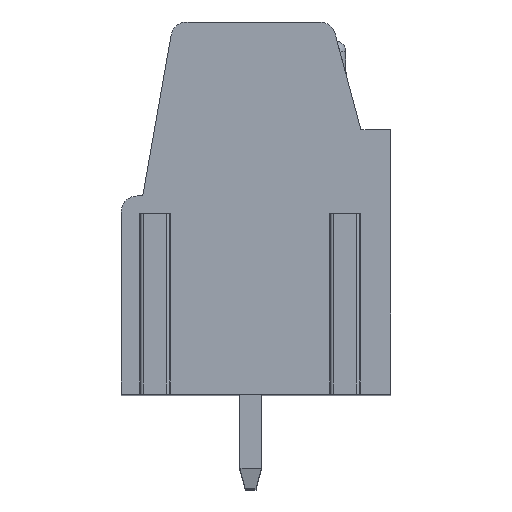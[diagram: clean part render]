
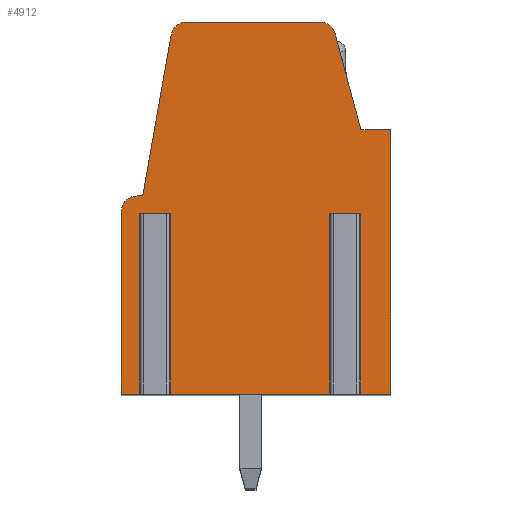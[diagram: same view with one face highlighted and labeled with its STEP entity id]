
A CAD part, top view. The second image highlights one B-rep face of the part: STEP entity #4912.
In plain terms, the highlighted planar face has unit normal (0, 0, 1).
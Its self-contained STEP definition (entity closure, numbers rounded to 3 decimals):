
#13=DIRECTION('',(-1.,0.,0.));
#14=VECTOR('',#13,0.62);
#15=CARTESIAN_POINT('',(3.61,-0.65,33.02));
#16=LINE('',#15,#14);
#17=DIRECTION('',(0.,1.,0.));
#18=VECTOR('',#17,6.7);
#19=CARTESIAN_POINT('',(2.99,-7.35,33.02));
#20=LINE('',#19,#18);
#21=DIRECTION('',(1.,0.,0.));
#22=VECTOR('',#21,6.43);
#23=CARTESIAN_POINT('',(-3.44,-7.35,33.02));
#24=LINE('',#23,#22);
#25=DIRECTION('',(0.,1.,0.));
#26=VECTOR('',#25,6.7);
#27=CARTESIAN_POINT('',(-3.44,-7.35,33.02));
#28=LINE('',#27,#26);
#29=DIRECTION('',(-1.,0.,0.));
#30=VECTOR('',#29,0.62);
#31=CARTESIAN_POINT('',(-3.44,-0.65,33.02));
#32=LINE('',#31,#30);
#33=DIRECTION('',(0.,1.,0.));
#34=VECTOR('',#33,6.7);
#35=CARTESIAN_POINT('',(-4.06,-7.35,33.02));
#36=LINE('',#35,#34);
#37=DIRECTION('',(1.,0.,0.));
#38=VECTOR('',#37,0.94);
#39=CARTESIAN_POINT('',(-5.,-7.35,33.02));
#40=LINE('',#39,#38);
#41=DIRECTION('',(0.,-1.,0.));
#42=VECTOR('',#41,6.75);
#43=CARTESIAN_POINT('',(-5.,-0.6,33.02));
#44=LINE('',#43,#42);
#45=CARTESIAN_POINT('',(-4.4,-0.6,33.02));
#46=DIRECTION('',(0.,0.,1.));
#47=DIRECTION('',(0.,1.,0.));
#48=AXIS2_PLACEMENT_3D('',#45,#46,#47);
#50=DIRECTION('',(-1.,0.,0.));
#51=VECTOR('',#50,0.2);
#52=CARTESIAN_POINT('',(-4.2,0.,33.02));
#53=LINE('',#52,#51);
#54=DIRECTION('',(-0.174,-0.985,0.));
#55=VECTOR('',#54,6.046);
#56=CARTESIAN_POINT('',(-3.15,5.954,33.02));
#57=LINE('',#56,#55);
#58=CARTESIAN_POINT('',(-2.559,5.85,33.02));
#59=DIRECTION('',(0.,0.,1.));
#60=DIRECTION('',(0.,1.,0.));
#61=AXIS2_PLACEMENT_3D('',#58,#59,#60);
#63=DIRECTION('',(-1.,0.,0.));
#64=VECTOR('',#63,4.917);
#65=CARTESIAN_POINT('',(2.358,6.45,33.02));
#66=LINE('',#65,#64);
#67=CARTESIAN_POINT('',(2.358,5.85,33.02));
#68=DIRECTION('',(0.,0.,1.));
#69=DIRECTION('',(0.966,0.259,0.));
#70=AXIS2_PLACEMENT_3D('',#67,#68,#69);
#72=DIRECTION('',(-0.259,0.966,0.));
#73=VECTOR('',#72,3.681);
#74=CARTESIAN_POINT('',(3.89,2.45,33.02));
#75=LINE('',#74,#73);
#76=DIRECTION('',(-1.,0.,0.));
#77=VECTOR('',#76,1.11);
#78=CARTESIAN_POINT('',(5.,2.45,33.02));
#79=LINE('',#78,#77);
#80=DIRECTION('',(0.,1.,0.));
#81=VECTOR('',#80,9.8);
#82=CARTESIAN_POINT('',(5.,-7.35,33.02));
#83=LINE('',#82,#81);
#84=DIRECTION('',(1.,0.,0.));
#85=VECTOR('',#84,1.39);
#86=CARTESIAN_POINT('',(3.61,-7.35,33.02));
#87=LINE('',#86,#85);
#88=DIRECTION('',(0.,1.,0.));
#89=VECTOR('',#88,6.7);
#90=CARTESIAN_POINT('',(3.61,-7.35,33.02));
#91=LINE('',#90,#89);
#3857=CARTESIAN_POINT('',(-5.,-0.6,33.02));
#3858=CARTESIAN_POINT('',(-5.,-7.35,33.02));
#3859=VERTEX_POINT('',#3857);
#3860=VERTEX_POINT('',#3858);
#3861=CARTESIAN_POINT('',(5.,-7.35,33.02));
#3862=CARTESIAN_POINT('',(5.,2.45,33.02));
#3863=VERTEX_POINT('',#3861);
#3864=VERTEX_POINT('',#3862);
#3865=CARTESIAN_POINT('',(3.89,2.45,33.02));
#3866=VERTEX_POINT('',#3865);
#3867=CARTESIAN_POINT('',(2.937,6.005,33.02));
#3868=VERTEX_POINT('',#3867);
#3869=CARTESIAN_POINT('',(2.358,6.45,33.02));
#3870=VERTEX_POINT('',#3869);
#3871=CARTESIAN_POINT('',(-2.559,6.45,33.02));
#3872=VERTEX_POINT('',#3871);
#3873=CARTESIAN_POINT('',(-3.15,5.954,33.02));
#3874=VERTEX_POINT('',#3873);
#3875=CARTESIAN_POINT('',(-4.2,0.,33.02));
#3876=VERTEX_POINT('',#3875);
#3877=CARTESIAN_POINT('',(-4.4,0.,33.02));
#3878=VERTEX_POINT('',#3877);
#3997=CARTESIAN_POINT('',(3.61,-0.65,33.02));
#3998=CARTESIAN_POINT('',(2.99,-0.65,33.02));
#3999=VERTEX_POINT('',#3997);
#4000=VERTEX_POINT('',#3998);
#4001=CARTESIAN_POINT('',(-3.44,-0.65,33.02));
#4002=CARTESIAN_POINT('',(-4.06,-0.65,33.02));
#4003=VERTEX_POINT('',#4001);
#4004=VERTEX_POINT('',#4002);
#4005=CARTESIAN_POINT('',(-4.06,-7.35,33.02));
#4006=VERTEX_POINT('',#4005);
#4007=CARTESIAN_POINT('',(-3.44,-7.35,33.02));
#4008=VERTEX_POINT('',#4007);
#4009=CARTESIAN_POINT('',(3.61,-7.35,33.02));
#4010=VERTEX_POINT('',#4009);
#4011=CARTESIAN_POINT('',(2.99,-7.35,33.02));
#4012=VERTEX_POINT('',#4011);
#4867=CARTESIAN_POINT('',(0.,0.,33.02));
#4868=DIRECTION('',(0.,0.,1.));
#4869=DIRECTION('',(1.,0.,0.));
#4870=AXIS2_PLACEMENT_3D('',#4867,#4868,#4869);
#4871=PLANE('',#4870);
#4873=ORIENTED_EDGE('',*,*,#4872,.T.);
#4875=ORIENTED_EDGE('',*,*,#4874,.F.);
#4877=ORIENTED_EDGE('',*,*,#4876,.F.);
#4879=ORIENTED_EDGE('',*,*,#4878,.T.);
#4881=ORIENTED_EDGE('',*,*,#4880,.T.);
#4883=ORIENTED_EDGE('',*,*,#4882,.F.);
#4885=ORIENTED_EDGE('',*,*,#4884,.F.);
#4887=ORIENTED_EDGE('',*,*,#4886,.F.);
#4889=ORIENTED_EDGE('',*,*,#4888,.F.);
#4891=ORIENTED_EDGE('',*,*,#4890,.F.);
#4893=ORIENTED_EDGE('',*,*,#4892,.F.);
#4895=ORIENTED_EDGE('',*,*,#4894,.F.);
#4897=ORIENTED_EDGE('',*,*,#4896,.F.);
#4899=ORIENTED_EDGE('',*,*,#4898,.F.);
#4901=ORIENTED_EDGE('',*,*,#4900,.F.);
#4903=ORIENTED_EDGE('',*,*,#4902,.F.);
#4905=ORIENTED_EDGE('',*,*,#4904,.F.);
#4907=ORIENTED_EDGE('',*,*,#4906,.F.);
#4909=ORIENTED_EDGE('',*,*,#4908,.T.);
#4910=EDGE_LOOP('',(#4873,#4875,#4877,#4879,#4881,#4883,#4885,#4887,#4889,#4891,
#4893,#4895,#4897,#4899,#4901,#4903,#4905,#4907,#4909));
#4911=FACE_OUTER_BOUND('',#4910,.F.);
#49=CIRCLE('',#48,0.6);
#62=CIRCLE('',#61,0.6);
#71=CIRCLE('',#70,0.6);
#4872=EDGE_CURVE('',#3999,#4000,#16,.T.);
#4874=EDGE_CURVE('',#4012,#4000,#20,.T.);
#4876=EDGE_CURVE('',#4008,#4012,#24,.T.);
#4878=EDGE_CURVE('',#4008,#4003,#28,.T.);
#4880=EDGE_CURVE('',#4003,#4004,#32,.T.);
#4882=EDGE_CURVE('',#4006,#4004,#36,.T.);
#4884=EDGE_CURVE('',#3860,#4006,#40,.T.);
#4886=EDGE_CURVE('',#3859,#3860,#44,.T.);
#4888=EDGE_CURVE('',#3878,#3859,#49,.T.);
#4890=EDGE_CURVE('',#3876,#3878,#53,.T.);
#4892=EDGE_CURVE('',#3874,#3876,#57,.T.);
#4894=EDGE_CURVE('',#3872,#3874,#62,.T.);
#4896=EDGE_CURVE('',#3870,#3872,#66,.T.);
#4898=EDGE_CURVE('',#3868,#3870,#71,.T.);
#4900=EDGE_CURVE('',#3866,#3868,#75,.T.);
#4902=EDGE_CURVE('',#3864,#3866,#79,.T.);
#4904=EDGE_CURVE('',#3863,#3864,#83,.T.);
#4906=EDGE_CURVE('',#4010,#3863,#87,.T.);
#4908=EDGE_CURVE('',#4010,#3999,#91,.T.);
#4912=ADVANCED_FACE('',(#4911),#4871,.T.);
